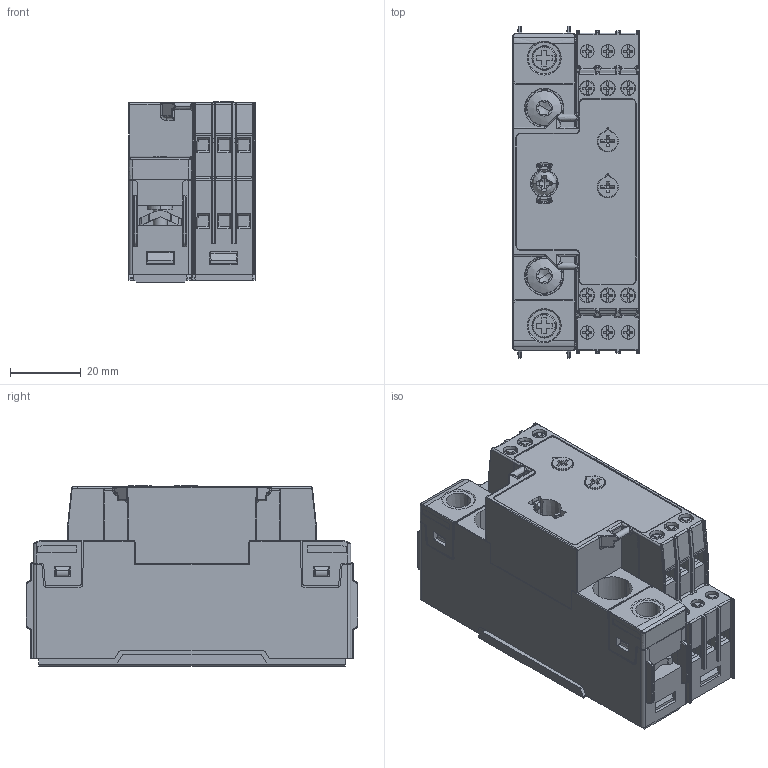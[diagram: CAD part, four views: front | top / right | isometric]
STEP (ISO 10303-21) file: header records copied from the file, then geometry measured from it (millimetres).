
FILE_DESCRIPTION((''),'2;1');
FILE_NAME('CGI1253-00-3D.stp','2015-03-20T16:27:18',(''),(''),'Mechanical Desktop 2011','Mechanical Desktop 2011',', , ');
FILE_SCHEMA(('CONFIG_CONTROL_DESIGN'));
Length unit declared in the file: millimetre
Products named in the file (2): Product; CGI1253-00
Assembly tree (1 placements, depth 2):
  Product
    CGI1253-00
Bounding box: 35.8 x 94 x 50.98 mm (x, y, z)
Volume: 130692.6 mm3; surface area: 33563.5 mm2
Topology: 1 solids, 7 shells, 1907 faces, 5766 edges, 3905 vertices
Faces by surface type: bspline 974, plane 534, cylinder 252, cone 99, torus 29, sphere 19
Entity records: 86643 total; most frequent: CARTESIAN_POINT 37767, ORIENTED_EDGE 11464, DIRECTION 8826, EDGE_CURVE 5732, VERTEX_POINT 3905, VECTOR 3074, LINE 3074, AXIS2_PLACEMENT_3D 2876
